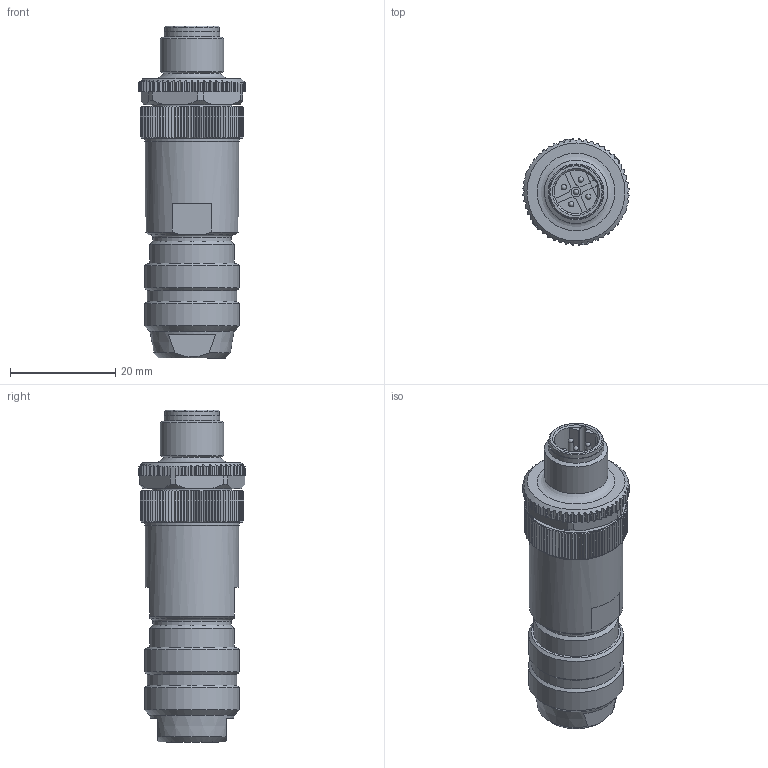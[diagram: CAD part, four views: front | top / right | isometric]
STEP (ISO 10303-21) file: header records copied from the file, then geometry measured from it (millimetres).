
FILE_DESCRIPTION (( 'STEP AP214' ), '1' );
FILE_NAME ('6GK19050EA00_001_STEP.STEP', '2016-07-19T13:27:10', ( '' ), ( '' ), 'SwSTEP 2.0', 'SolidWorks 2014', '' );
FILE_SCHEMA (( 'AUTOMOTIVE_DESIGN' ));
Length unit declared in the file: millimetre
Products named in the file (2): Body; 6GK19050EA00_001_STEP
Assembly tree (1 placements, depth 2):
  6GK19050EA00_001_STEP
    Body
Bounding box: 20.17 x 20.17 x 62.99 mm (x, y, z)
Volume: 13404.7 mm3; surface area: 4673.4 mm2
Topology: 1 solids, 1 shells, 701 faces, 1668 edges, 973 vertices
Faces by surface type: plane 353, cone 214, cylinder 127, sphere 5, torus 2
Full cylindrical faces by diameter (mm): 1 x5, 1.85 x1, 10.3 x1, 10.6 x1, 12 x1, 14.8 x1, 15.2 x1, 16 x1, 17 x1, 17.7 x1, 18 x3
Entity records: 20659 total; most frequent: CARTESIAN_POINT 5433, ORIENTED_EDGE 3196, DIRECTION 2790, EDGE_CURVE 1598, AXIS2_PLACEMENT_3D 1093, VERTEX_POINT 946, EDGE_LOOP 746, FACE_OUTER_BOUND 719
